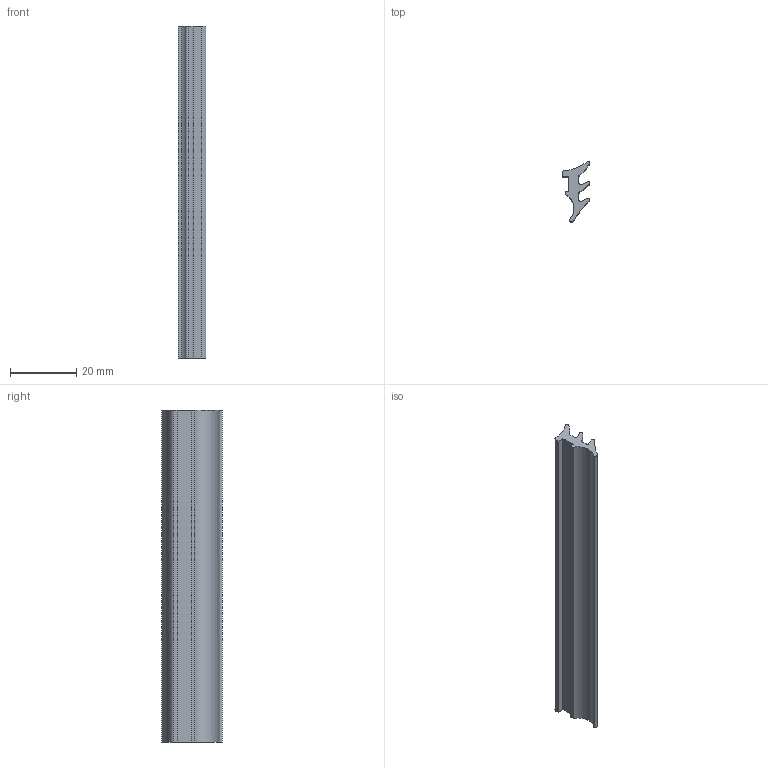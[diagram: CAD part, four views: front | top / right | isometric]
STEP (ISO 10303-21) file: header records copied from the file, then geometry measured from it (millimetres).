
FILE_DESCRIPTION(/* description */ ('Gumové těsnění panel 2 mm'),/* implementation_level */ '2;1');
FILE_NAME(/* name */ '700000.stp',/* time_stamp */ '2014-08-19T08:54:04+02:00',/* author */ ('jank'),/* organization */ (''),/* preprocessor_version */ 'ST-DEVELOPER v15.2',/* originating_system */ 'Autodesk Inventor 2014',/* authorisation */ '');
FILE_SCHEMA (('CONFIG_CONTROL_DESIGN'));
Length unit declared in the file: millimetre
Products named in the file (1): -700000-11
Bounding box: 8.3 x 18.2 x 100 mm (x, y, z)
Volume: 6138.5 mm3; surface area: 6101.3 mm2
Topology: 1 solids, 1 shells, 28 faces, 78 edges, 52 vertices
Faces by surface type: cylinder 17, plane 11
Entity records: 937 total; most frequent: DIRECTION 170, CARTESIAN_POINT 159, ORIENTED_EDGE 156, EDGE_CURVE 78, AXIS2_PLACEMENT_3D 63, VERTEX_POINT 52, LINE 44, VECTOR 44
